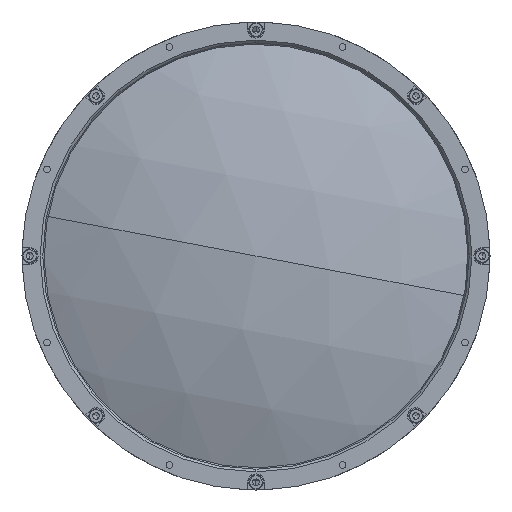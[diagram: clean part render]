
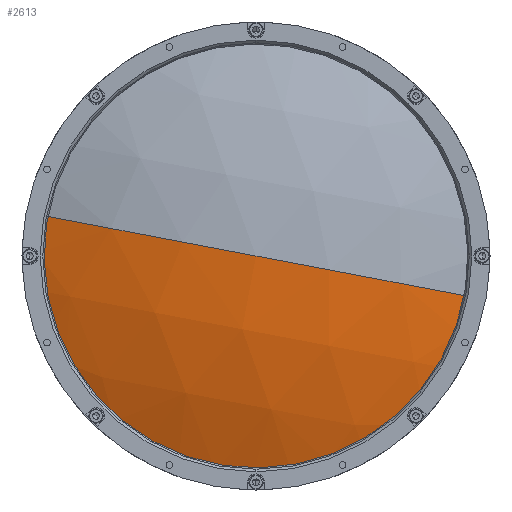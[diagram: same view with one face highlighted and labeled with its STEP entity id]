
A CAD part, left-side view. The second image highlights one B-rep face of the part: STEP entity #2613.
In plain terms, the highlighted spherical face has radius 217.7 mm.
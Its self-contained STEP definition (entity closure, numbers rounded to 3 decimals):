
#541 = CIRCLE ( 'NONE', #13641, 217.7 ) ;
#793 = EDGE_CURVE ( 'NONE', #15375, #10489, #14873, .T. ) ;
#1392 = DIRECTION ( 'NONE',  ( 0., 0.982, 0.187 ) ) ;
#2471 = CARTESIAN_POINT ( 'NONE',  ( 214.7, 0., 0. ) ) ;
#2592 = DIRECTION ( 'NONE',  ( 0., 0.187, -0.982 ) ) ;
#2613 = ADVANCED_FACE ( 'NONE', ( #18054 ), #13168, .T. ) ;
#4035 = CARTESIAN_POINT ( 'NONE',  ( 214.7, 0., 0. ) ) ;
#4169 = VERTEX_POINT ( 'NONE', #14204 ) ;
#4202 = CIRCLE ( 'NONE', #8960, 84. ) ;
#4526 = CARTESIAN_POINT ( 'NONE',  ( 13.859, 82.524, 15.675 ) ) ;
#4645 = AXIS2_PLACEMENT_3D ( 'NONE', #4035, #19404, #10419 ) ;
#4778 = AXIS2_PLACEMENT_3D ( 'NONE', #2471, #2592, #1392 ) ;
#5420 = EDGE_LOOP ( 'NONE', ( #9836, #17984, #15909 ) ) ;
#7171 = DIRECTION ( 'NONE',  ( 0., 0.187, -0.982 ) ) ;
#8960 = AXIS2_PLACEMENT_3D ( 'NONE', #9948, #9892, #9827 ) ;
#9827 = DIRECTION ( 'NONE',  ( 0., 0.187, -0.982 ) ) ;
#9836 = ORIENTED_EDGE ( 'NONE', *, *, #10863, .T. ) ;
#9892 = DIRECTION ( 'NONE',  ( -1., 0., 0. ) ) ;
#9948 = CARTESIAN_POINT ( 'NONE',  ( 13.859, 0., 0. ) ) ;
#10419 = DIRECTION ( 'NONE',  ( 0., -0.982, -0.187 ) ) ;
#10489 = VERTEX_POINT ( 'NONE', #13647 ) ;
#10863 = EDGE_CURVE ( 'NONE', #15375, #4169, #4202, .T. ) ;
#13168 = SPHERICAL_SURFACE ( 'NONE', #4778, 217.7 ) ;
#13641 = AXIS2_PLACEMENT_3D ( 'NONE', #16120, #7171, #17610 ) ;
#13647 = CARTESIAN_POINT ( 'NONE',  ( -3., 0., 0. ) ) ;
#14204 = CARTESIAN_POINT ( 'NONE',  ( 13.859, -82.524, -15.675 ) ) ;
#14873 = CIRCLE ( 'NONE', #4645, 217.7 ) ;
#15375 = VERTEX_POINT ( 'NONE', #4526 ) ;
#15909 = ORIENTED_EDGE ( 'NONE', *, *, #793, .F. ) ;
#16120 = CARTESIAN_POINT ( 'NONE',  ( 214.7, 0., 0. ) ) ;
#16720 = EDGE_CURVE ( 'NONE', #4169, #10489, #541, .T. ) ;
#17610 = DIRECTION ( 'NONE',  ( 0., 0.982, 0.187 ) ) ;
#17984 = ORIENTED_EDGE ( 'NONE', *, *, #16720, .T. ) ;
#18054 = FACE_OUTER_BOUND ( 'NONE', #5420, .T. ) ;
#19404 = DIRECTION ( 'NONE',  ( 0., -0.187, 0.982 ) ) ;
